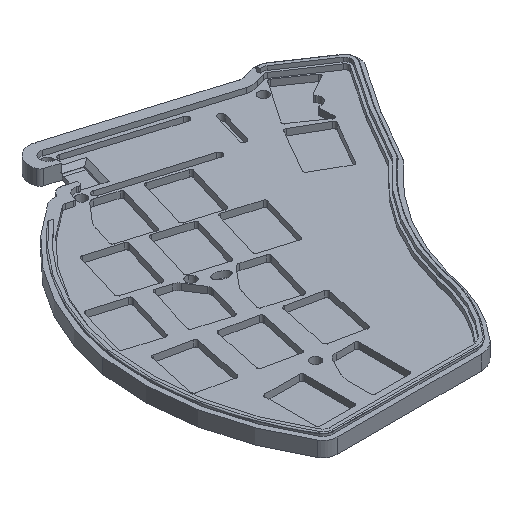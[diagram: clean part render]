
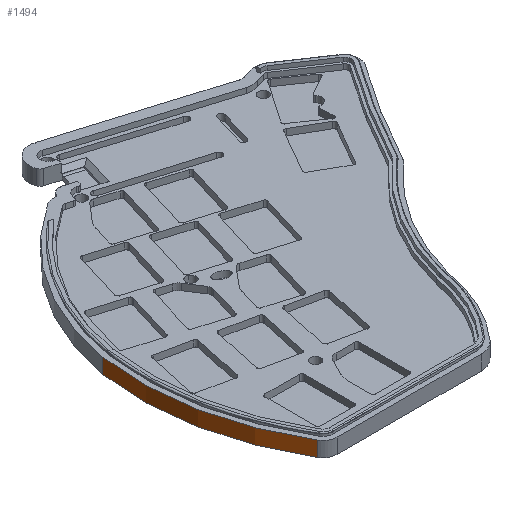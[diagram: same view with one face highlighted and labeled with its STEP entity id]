
A CAD part, isometric view. The second image highlights one B-rep face of the part: STEP entity #1494.
In plain terms, the highlighted cylindrical face has radius 82.692 mm (diameter 165.383 mm), a partial arc.
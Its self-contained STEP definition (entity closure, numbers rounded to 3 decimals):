
#227 = VERTEX_POINT('',#228);
#228 = CARTESIAN_POINT('',(-43.512,-50.005,-3.));
#235 = EDGE_CURVE('',#236,#227,#238,.T.);
#236 = VERTEX_POINT('',#237);
#237 = CARTESIAN_POINT('',(-54.434,5.038,-3.));
#238 = CIRCLE('',#239,82.692);
#239 = AXIS2_PLACEMENT_3D('',#240,#241,#242);
#240 = CARTESIAN_POINT('',(27.325,-7.343,-3.));
#241 = DIRECTION('',(0.,0.,1.));
#242 = DIRECTION('',(1.,0.,0.));
#360 = VERTEX_POINT('',#361);
#361 = CARTESIAN_POINT('',(-54.434,5.038,1.6));
#368 = EDGE_CURVE('',#360,#369,#371,.T.);
#369 = VERTEX_POINT('',#370);
#370 = CARTESIAN_POINT('',(-43.512,-50.005,1.6));
#371 = CIRCLE('',#372,82.692);
#372 = AXIS2_PLACEMENT_3D('',#373,#374,#375);
#373 = CARTESIAN_POINT('',(27.325,-7.343,1.6));
#374 = DIRECTION('',(0.,0.,1.));
#375 = DIRECTION('',(1.,0.,0.));
#1481 = EDGE_CURVE('',#227,#369,#1482,.T.);
#1482 = LINE('',#1483,#1484);
#1483 = CARTESIAN_POINT('',(-43.512,-50.005,-3.));
#1484 = VECTOR('',#1485,1.);
#1485 = DIRECTION('',(0.,0.,1.));
#1494 = ADVANCED_FACE('',(#1495),#1506,.T.);
#1495 = FACE_BOUND('',#1496,.F.);
#1496 = EDGE_LOOP('',(#1497,#1503,#1504,#1505));
#1497 = ORIENTED_EDGE('',*,*,#1498,.T.);
#1498 = EDGE_CURVE('',#236,#360,#1499,.T.);
#1499 = LINE('',#1500,#1501);
#1500 = CARTESIAN_POINT('',(-54.434,5.038,-3.));
#1501 = VECTOR('',#1502,1.);
#1502 = DIRECTION('',(0.,0.,1.));
#1503 = ORIENTED_EDGE('',*,*,#368,.T.);
#1504 = ORIENTED_EDGE('',*,*,#1481,.F.);
#1505 = ORIENTED_EDGE('',*,*,#235,.F.);
#1506 = CYLINDRICAL_SURFACE('',#1507,82.692);
#1507 = AXIS2_PLACEMENT_3D('',#1508,#1509,#1510);
#1508 = CARTESIAN_POINT('',(27.325,-7.343,-3.));
#1509 = DIRECTION('',(-0.,-0.,-1.));
#1510 = DIRECTION('',(1.,0.,0.));
